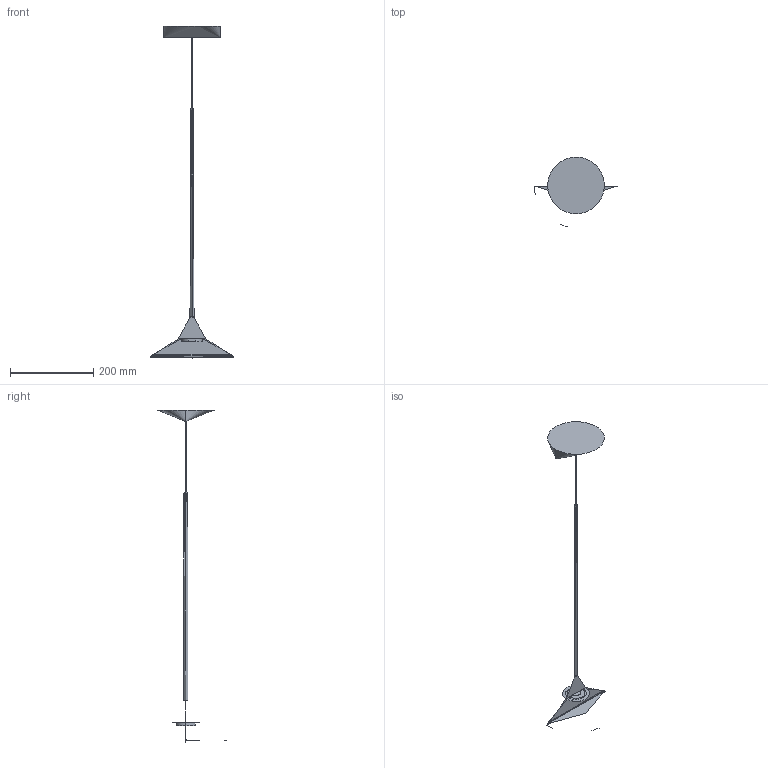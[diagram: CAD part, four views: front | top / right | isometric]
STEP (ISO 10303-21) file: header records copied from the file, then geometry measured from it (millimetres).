
FILE_DESCRIPTION(/* description */ (''),/* implementation_level */ '2;1');
FILE_NAME(/* name */ 'Orsa 21',/* time_stamp */ '2017-04-14T11:00:10+02:00',/* author */ (''),/* organization */ (''),/* preprocessor_version */ 'ST-DEVELOPER v10',/* originating_system */ '',/* authorisation */ '');
FILE_SCHEMA (('AUTOMOTIVE_DESIGN'));
Length unit declared in the file: millimetre
Products named in the file (1): 1
Bounding box: 200.02 x 165.87 x 797.63 mm (x, y, z)
Volume: 650389.2 mm3; surface area: 254537.6 mm2
Topology: 7 solids, 12 shells, 95 faces, 242 edges, 162 vertices
Faces by surface type: bspline 72, plane 23
Entity records: 4328 total; most frequent: CARTESIAN_POINT 2961, ORIENTED_EDGE 369, EDGE_CURVE 190, VERTEX_POINT 119, EDGE_LOOP 104, ADVANCED_FACE 95, FACE_OUTER_BOUND 95, B_SPLINE_CURVE_WITH_KNOTS 69
